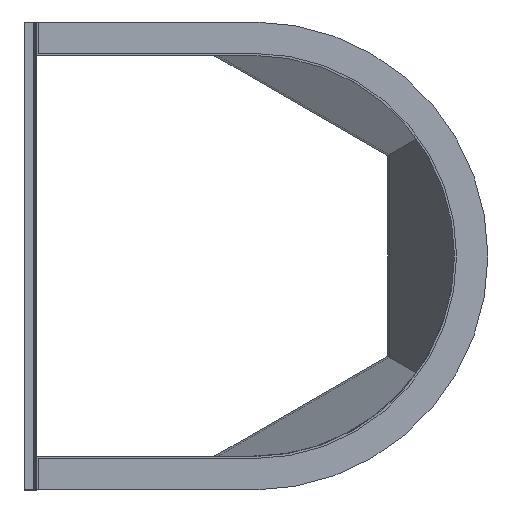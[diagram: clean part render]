
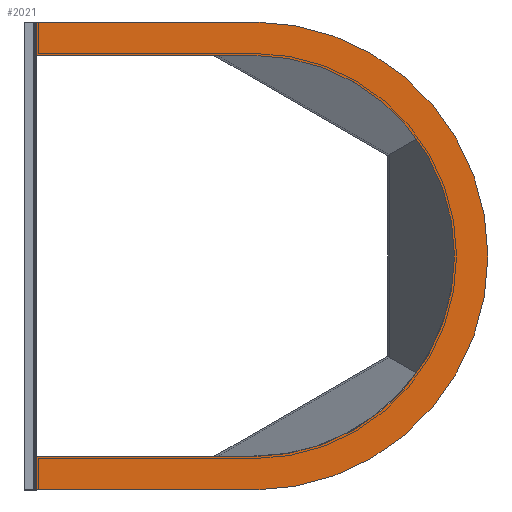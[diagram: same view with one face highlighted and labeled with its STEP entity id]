
A CAD part, left-side view. The second image highlights one B-rep face of the part: STEP entity #2021.
In plain terms, the highlighted planar face has unit normal (-1, 0, 0).
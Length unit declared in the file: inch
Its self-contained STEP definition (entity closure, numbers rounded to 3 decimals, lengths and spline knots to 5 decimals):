
#18 = VERTEX_POINT ( 'NONE', #3775 ) ;
#24 = DIRECTION ( 'NONE',  ( 0., -1., 0. ) ) ;
#26 = EDGE_LOOP ( 'NONE', ( #2650, #2477, #1970, #239, #3413, #138, #2612, #3657 ) ) ;
#91 = VERTEX_POINT ( 'NONE', #2860 ) ;
#138 = ORIENTED_EDGE ( 'NONE', *, *, #2203, .F. ) ;
#146 = DIRECTION ( 'NONE',  ( 1., 0., 0. ) ) ;
#154 = VECTOR ( 'NONE', #2863, 39.37008 ) ;
#239 = ORIENTED_EDGE ( 'NONE', *, *, #3042, .F. ) ;
#279 = CIRCLE ( 'NONE', #3591, 24. ) ;
#356 = CARTESIAN_POINT ( 'NONE',  ( -96.5, 50., 24. ) ) ;
#357 = DIRECTION ( 'NONE',  ( 0., 0., -1. ) ) ;
#389 = CARTESIAN_POINT ( 'NONE',  ( -96.5, 50., -28. ) ) ;
#445 = CARTESIAN_POINT ( 'NONE',  ( -96.5, 50., 28. ) ) ;
#448 = VECTOR ( 'NONE', #1812, 39.37008 ) ;
#663 = VERTEX_POINT ( 'NONE', #1346 ) ;
#697 = EDGE_CURVE ( 'NONE', #1438, #3885, #1940, .T. ) ;
#756 = CARTESIAN_POINT ( 'NONE',  ( -96.5, 24., 0. ) ) ;
#935 = LINE ( 'NONE', #2470, #3625 ) ;
#1096 = CARTESIAN_POINT ( 'NONE',  ( -96.5, 50., 28. ) ) ;
#1118 = CARTESIAN_POINT ( 'NONE',  ( -96.5, 24., 0. ) ) ;
#1142 = FACE_OUTER_BOUND ( 'NONE', #26, .T. ) ;
#1166 = CARTESIAN_POINT ( 'NONE',  ( -96.5, 24., 28. ) ) ;
#1194 = EDGE_CURVE ( 'NONE', #663, #18, #935, .T. ) ;
#1281 = VECTOR ( 'NONE', #2850, 39.37008 ) ;
#1286 = VERTEX_POINT ( 'NONE', #445 ) ;
#1346 = CARTESIAN_POINT ( 'NONE',  ( -96.5, 50., 24. ) ) ;
#1375 = LINE ( 'NONE', #2056, #2674 ) ;
#1430 = VECTOR ( 'NONE', #2349, 39.37008 ) ;
#1438 = VERTEX_POINT ( 'NONE', #389 ) ;
#1492 = CARTESIAN_POINT ( 'NONE',  ( -96.5, 50., -24. ) ) ;
#1627 = DIRECTION ( 'NONE',  ( 0., 0., -1. ) ) ;
#1671 = EDGE_CURVE ( 'NONE', #3098, #91, #3296, .T. ) ;
#1672 = CARTESIAN_POINT ( 'NONE',  ( -96.5, 24., 0. ) ) ;
#1779 = DIRECTION ( 'NONE',  ( 0., 0., -1. ) ) ;
#1791 = CARTESIAN_POINT ( 'NONE',  ( -96.5, 24., -28. ) ) ;
#1812 = DIRECTION ( 'NONE',  ( 0., 1., 0. ) ) ;
#1940 = LINE ( 'NONE', #356, #1281 ) ;
#1970 = ORIENTED_EDGE ( 'NONE', *, *, #697, .F. ) ;
#2021 = ADVANCED_FACE ( 'NONE', ( #1142 ), #3869, .F. ) ;
#2056 = CARTESIAN_POINT ( 'NONE',  ( -96.5, 24., -24. ) ) ;
#2079 = DIRECTION ( 'NONE',  ( 1., 0., 0. ) ) ;
#2102 = EDGE_CURVE ( 'NONE', #18, #3073, #279, .T. ) ;
#2134 = EDGE_CURVE ( 'NONE', #663, #1286, #3753, .T. ) ;
#2203 = EDGE_CURVE ( 'NONE', #1286, #3098, #3545, .T. ) ;
#2278 = DIRECTION ( 'NONE',  ( 1., 0., 0. ) ) ;
#2349 = DIRECTION ( 'NONE',  ( 0., -1., 0. ) ) ;
#2470 = CARTESIAN_POINT ( 'NONE',  ( -96.5, 50., 24. ) ) ;
#2477 = ORIENTED_EDGE ( 'NONE', *, *, #2915, .T. ) ;
#2594 = DIRECTION ( 'NONE',  ( 0., 1., 0. ) ) ;
#2612 = ORIENTED_EDGE ( 'NONE', *, *, #2134, .F. ) ;
#2650 = ORIENTED_EDGE ( 'NONE', *, *, #2102, .T. ) ;
#2674 = VECTOR ( 'NONE', #2594, 39.37008 ) ;
#2723 = AXIS2_PLACEMENT_3D ( 'NONE', #756, #146, #357 ) ;
#2850 = DIRECTION ( 'NONE',  ( 0., 0., 1. ) ) ;
#2860 = CARTESIAN_POINT ( 'NONE',  ( -96.5, 24., -28. ) ) ;
#2863 = DIRECTION ( 'NONE',  ( 0., 0., 1. ) ) ;
#2915 = EDGE_CURVE ( 'NONE', #3073, #3885, #1375, .T. ) ;
#2954 = AXIS2_PLACEMENT_3D ( 'NONE', #1118, #2079, #1779 ) ;
#3042 = EDGE_CURVE ( 'NONE', #91, #1438, #3286, .T. ) ;
#3073 = VERTEX_POINT ( 'NONE', #3915 ) ;
#3098 = VERTEX_POINT ( 'NONE', #1166 ) ;
#3286 = LINE ( 'NONE', #1791, #448 ) ;
#3296 = CIRCLE ( 'NONE', #2723, 28. ) ;
#3413 = ORIENTED_EDGE ( 'NONE', *, *, #1671, .F. ) ;
#3545 = LINE ( 'NONE', #1096, #1430 ) ;
#3591 = AXIS2_PLACEMENT_3D ( 'NONE', #1672, #2278, #1627 ) ;
#3625 = VECTOR ( 'NONE', #24, 39.37008 ) ;
#3657 = ORIENTED_EDGE ( 'NONE', *, *, #1194, .T. ) ;
#3753 = LINE ( 'NONE', #3793, #154 ) ;
#3775 = CARTESIAN_POINT ( 'NONE',  ( -96.5, 24., 24. ) ) ;
#3793 = CARTESIAN_POINT ( 'NONE',  ( -96.5, 50., 24. ) ) ;
#3869 = PLANE ( 'NONE',  #2954 ) ;
#3885 = VERTEX_POINT ( 'NONE', #1492 ) ;
#3915 = CARTESIAN_POINT ( 'NONE',  ( -96.5, 24., -24. ) ) ;
